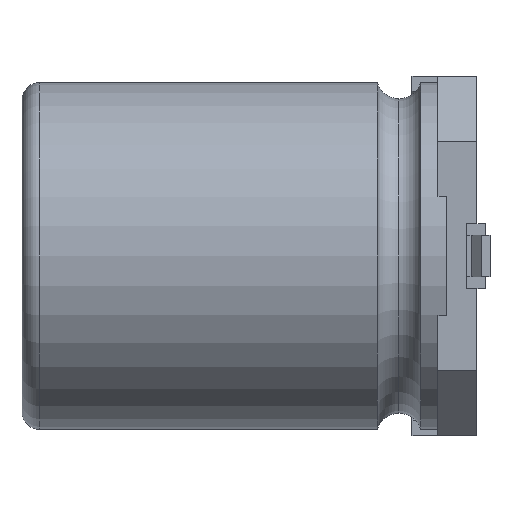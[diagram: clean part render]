
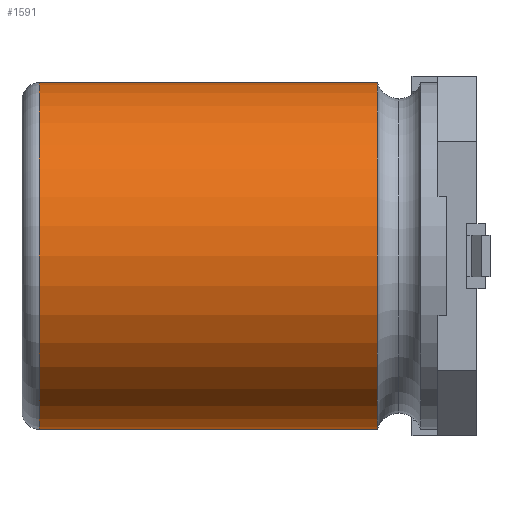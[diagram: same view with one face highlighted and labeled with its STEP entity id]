
A CAD part, left-side view. The second image highlights one B-rep face of the part: STEP entity #1591.
In plain terms, the highlighted cylindrical face has radius 4 mm (diameter 8 mm), a partial arc.
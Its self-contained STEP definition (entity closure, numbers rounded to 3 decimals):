
#168 = CIRCLE ( 'NONE', #1781, 4. ) ;
#204 = DIRECTION ( 'NONE',  ( 0., 0., 1. ) ) ;
#317 = LINE ( 'NONE', #1366, #1486 ) ;
#330 = DIRECTION ( 'NONE',  ( 0., 1., 0. ) ) ;
#377 = VERTEX_POINT ( 'NONE', #1742 ) ;
#413 = ORIENTED_EDGE ( 'NONE', *, *, #730, .F. ) ;
#442 = ORIENTED_EDGE ( 'NONE', *, *, #1191, .F. ) ;
#532 = VERTEX_POINT ( 'NONE', #575 ) ;
#575 = CARTESIAN_POINT ( 'NONE',  ( 0., 10.1, 4. ) ) ;
#627 = DIRECTION ( 'NONE',  ( 0., 1., 0. ) ) ;
#681 = AXIS2_PLACEMENT_3D ( 'NONE', #2493, #1446, #204 ) ;
#714 = VERTEX_POINT ( 'NONE', #1534 ) ;
#730 = EDGE_CURVE ( 'NONE', #714, #532, #963, .T. ) ;
#804 = CARTESIAN_POINT ( 'NONE',  ( 0., 6.19, -4. ) ) ;
#963 = CIRCLE ( 'NONE', #1500, 4. ) ;
#1096 = DIRECTION ( 'NONE',  ( 0., 1., 0. ) ) ;
#1101 = EDGE_CURVE ( 'NONE', #377, #532, #317, .T. ) ;
#1191 = EDGE_CURVE ( 'NONE', #1219, #714, #2548, .T. ) ;
#1219 = VERTEX_POINT ( 'NONE', #1617 ) ;
#1266 = DIRECTION ( 'NONE',  ( 0., 1., 0. ) ) ;
#1351 = CYLINDRICAL_SURFACE ( 'NONE', #681, 4. ) ;
#1366 = CARTESIAN_POINT ( 'NONE',  ( 0., 6.19, 4. ) ) ;
#1446 = DIRECTION ( 'NONE',  ( 0., 1., 0. ) ) ;
#1484 = CARTESIAN_POINT ( 'NONE',  ( 0., 10.1, 0. ) ) ;
#1486 = VECTOR ( 'NONE', #330, 1000. ) ;
#1497 = DIRECTION ( 'NONE',  ( 0., 0., 1. ) ) ;
#1500 = AXIS2_PLACEMENT_3D ( 'NONE', #1484, #1266, #1497 ) ;
#1534 = CARTESIAN_POINT ( 'NONE',  ( 0., 10.1, -4. ) ) ;
#1591 = ADVANCED_FACE ( 'NONE', ( #1808 ), #1351, .T. ) ;
#1595 = ORIENTED_EDGE ( 'NONE', *, *, #2544, .T. ) ;
#1617 = CARTESIAN_POINT ( 'NONE',  ( 0., 2.3, -4. ) ) ;
#1733 = DIRECTION ( 'NONE',  ( 0., 0., 1. ) ) ;
#1742 = CARTESIAN_POINT ( 'NONE',  ( 0., 2.3, 4. ) ) ;
#1781 = AXIS2_PLACEMENT_3D ( 'NONE', #2364, #1096, #1733 ) ;
#1808 = FACE_OUTER_BOUND ( 'NONE', #2169, .T. ) ;
#2169 = EDGE_LOOP ( 'NONE', ( #442, #1595, #2630, #413 ) ) ;
#2364 = CARTESIAN_POINT ( 'NONE',  ( 0., 2.3, 0. ) ) ;
#2493 = CARTESIAN_POINT ( 'NONE',  ( 0., 6.19, 0. ) ) ;
#2544 = EDGE_CURVE ( 'NONE', #1219, #377, #168, .T. ) ;
#2548 = LINE ( 'NONE', #804, #2715 ) ;
#2630 = ORIENTED_EDGE ( 'NONE', *, *, #1101, .T. ) ;
#2715 = VECTOR ( 'NONE', #627, 1000. ) ;
